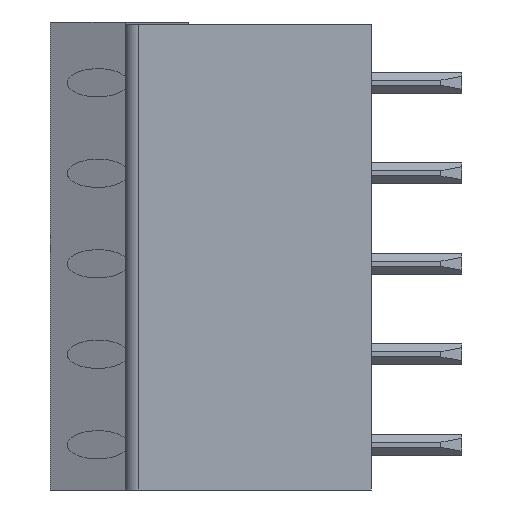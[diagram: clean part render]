
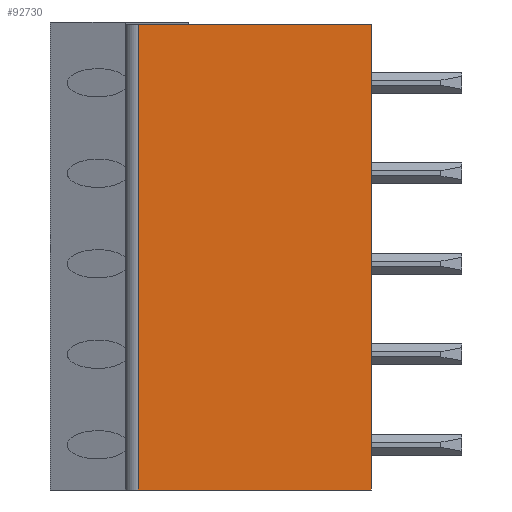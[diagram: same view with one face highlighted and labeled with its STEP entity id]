
A CAD part, left-side view. The second image highlights one B-rep face of the part: STEP entity #92730.
In plain terms, the highlighted face is planar.
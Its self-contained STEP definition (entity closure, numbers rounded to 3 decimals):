
#25300=CARTESIAN_POINT('',(20.901,45.213,
1.9));
#25310=VERTEX_POINT('',#25300);
#25340=CARTESIAN_POINT('',(31.861,50.323,
1.9));
#25350=DIRECTION('',(0.906,0.423,
0.));
#25360=VECTOR('',#25350,1.);
#25370=LINE('',#25340,#25360);
#25380=CARTESIAN_POINT('',(29.057,49.016,
1.9));
#25390=VERTEX_POINT('',#25380);
#25400=EDGE_CURVE('',#25310,#25390,#25370,.T.);
#89630=CARTESIAN_POINT('',(20.901,45.213,
-16.1));
#89640=VERTEX_POINT('',#89630);
#89690=CARTESIAN_POINT('',(20.901,45.213,
9.));
#89700=DIRECTION('',(0.,0.,-1.));
#89710=VECTOR('',#89700,1.);
#89720=LINE('',#89690,#89710);
#89730=EDGE_CURVE('',#25310,#89640,#89720,.T.);
#92500=CARTESIAN_POINT('',(24.772,47.018,
-5.6));
#92510=DIRECTION('',(-0.423,0.906,
0.));
#92520=DIRECTION('',(0.906,0.423,
0.));
#92530=AXIS2_PLACEMENT_3D('',#92500,#92510,#92520);
#92540=PLANE('',#92530);
#92550=ORIENTED_EDGE('',*,*,#25400,.T.);
#92560=ORIENTED_EDGE('',*,*,#89730,.F.);
#92570=CARTESIAN_POINT('',(31.861,50.323,-16.1))
;
#92580=DIRECTION('',(0.906,0.423,0.));
#92590=VECTOR('',#92580,1.);
#92600=LINE('',#92570,#92590);
#92610=CARTESIAN_POINT('',(29.057,49.016,
-16.1));
#92620=VERTEX_POINT('',#92610);
#92630=EDGE_CURVE('',#89640,#92620,#92600,.T.);
#92640=ORIENTED_EDGE('',*,*,#92630,.F.);
#92650=CARTESIAN_POINT('',(29.057,49.016,
-16.1));
#92660=DIRECTION('',(0.,0.,-1.));
#92670=VECTOR('',#92660,1.);
#92680=LINE('',#92650,#92670);
#92690=EDGE_CURVE('',#25390,#92620,#92680,.T.);
#92700=ORIENTED_EDGE('',*,*,#92690,.T.);
#92710=EDGE_LOOP('',(#92700,#92640,#92560,#92550));
#92720=FACE_OUTER_BOUND('',#92710,.T.);
#92730=ADVANCED_FACE('',(#92720),#92540,.T.);
